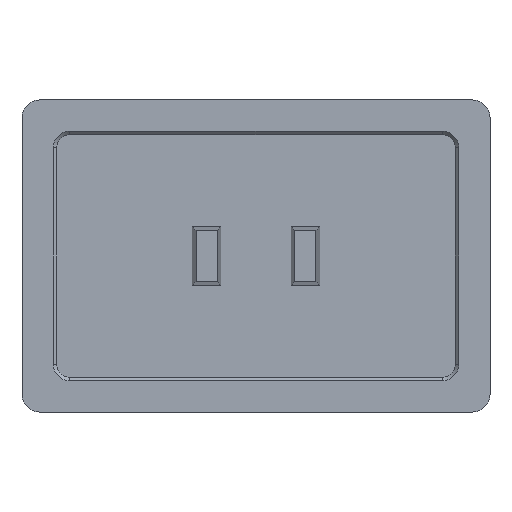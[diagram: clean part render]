
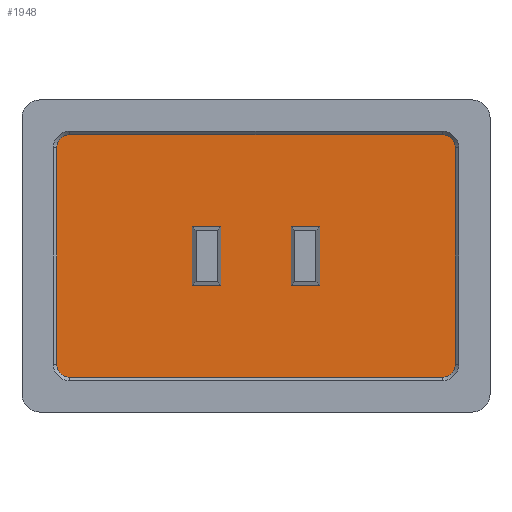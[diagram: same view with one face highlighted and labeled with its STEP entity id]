
A CAD part, front view. The second image highlights one B-rep face of the part: STEP entity #1948.
In plain terms, the highlighted planar face has unit normal (0, -1, 0).
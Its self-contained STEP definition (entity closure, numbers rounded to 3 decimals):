
#59 = FACE_BOUND ( 'NONE', #2041, .T. ) ;
#99 = VECTOR ( 'NONE', #824, 1000. ) ;
#111 = VECTOR ( 'NONE', #1212, 1000. ) ;
#126 = EDGE_CURVE ( 'NONE', #2331, #1333, #1535, .T. ) ;
#173 = LINE ( 'NONE', #2464, #2278 ) ;
#197 = AXIS2_PLACEMENT_3D ( 'NONE', #408, #1352, #641 ) ;
#201 = VECTOR ( 'NONE', #781, 1000. ) ;
#209 = VECTOR ( 'NONE', #2970, 1000. ) ;
#253 = EDGE_CURVE ( 'NONE', #1270, #1833, #1498, .T. ) ;
#262 = DIRECTION ( 'NONE',  ( -1., 0., 0. ) ) ;
#278 = VECTOR ( 'NONE', #285, 1000. ) ;
#285 = DIRECTION ( 'NONE',  ( 0., 0., 1. ) ) ;
#298 = ORIENTED_EDGE ( 'NONE', *, *, #2713, .F. ) ;
#303 = CARTESIAN_POINT ( 'NONE',  ( 10.75, 1.5, -6.25 ) ) ;
#309 = LINE ( 'NONE', #2367, #201 ) ;
#330 = VERTEX_POINT ( 'NONE', #786 ) ;
#369 = EDGE_CURVE ( 'NONE', #934, #1715, #390, .T. ) ;
#390 = CIRCLE ( 'NONE', #2544, 0.75 ) ;
#395 = CARTESIAN_POINT ( 'NONE',  ( 10.75, 1.5, 6.25 ) ) ;
#408 = CARTESIAN_POINT ( 'NONE',  ( 12.5, 1.5, 8. ) ) ;
#475 = CARTESIAN_POINT ( 'NONE',  ( 3.675, 1.5, -1.7 ) ) ;
#477 = DIRECTION ( 'NONE',  ( 1., 0., 0. ) ) ;
#478 = DIRECTION ( 'NONE',  ( 1., 0., 0. ) ) ;
#483 = CARTESIAN_POINT ( 'NONE',  ( -2.025, 1.5, -1.7 ) ) ;
#530 = LINE ( 'NONE', #1354, #2510 ) ;
#536 = EDGE_CURVE ( 'NONE', #1715, #2557, #530, .T. ) ;
#595 = CARTESIAN_POINT ( 'NONE',  ( 2.025, 1.5, -1.7 ) ) ;
#625 = ORIENTED_EDGE ( 'NONE', *, *, #1681, .F. ) ;
#626 = DIRECTION ( 'NONE',  ( 0., -1., 0. ) ) ;
#641 = DIRECTION ( 'NONE',  ( 0., 0., 1. ) ) ;
#654 = EDGE_CURVE ( 'NONE', #330, #2369, #1963, .T. ) ;
#672 = FACE_OUTER_BOUND ( 'NONE', #1260, .T. ) ;
#674 = CIRCLE ( 'NONE', #2863, 0.75 ) ;
#706 = LINE ( 'NONE', #595, #99 ) ;
#746 = CIRCLE ( 'NONE', #2786, 0.75 ) ;
#781 = DIRECTION ( 'NONE',  ( 0., 0., 1. ) ) ;
#786 = CARTESIAN_POINT ( 'NONE',  ( 2.025, 1.5, -1.7 ) ) ;
#824 = DIRECTION ( 'NONE',  ( 0., 0., -1. ) ) ;
#830 = EDGE_CURVE ( 'NONE', #2557, #2739, #746, .T. ) ;
#883 = VECTOR ( 'NONE', #262, 1000. ) ;
#934 = VERTEX_POINT ( 'NONE', #1373 ) ;
#961 = CARTESIAN_POINT ( 'NONE',  ( -3.675, 1.5, -1.7 ) ) ;
#991 = CARTESIAN_POINT ( 'NONE',  ( -10.75, 1.5, -7. ) ) ;
#994 = CARTESIAN_POINT ( 'NONE',  ( -3.675, 1.5, -1.7 ) ) ;
#1001 = EDGE_CURVE ( 'NONE', #1333, #2732, #1812, .T. ) ;
#1012 = VERTEX_POINT ( 'NONE', #2246 ) ;
#1076 = CARTESIAN_POINT ( 'NONE',  ( -10.75, 1.5, 6.25 ) ) ;
#1091 = EDGE_CURVE ( 'NONE', #2739, #2331, #2030, .T. ) ;
#1172 = FACE_BOUND ( 'NONE', #2083, .T. ) ;
#1196 = CARTESIAN_POINT ( 'NONE',  ( 3.675, 1.5, 1.7 ) ) ;
#1212 = DIRECTION ( 'NONE',  ( 0., 0., -1. ) ) ;
#1226 = EDGE_CURVE ( 'NONE', #1505, #934, #1958, .T. ) ;
#1260 = EDGE_LOOP ( 'NONE', ( #2962, #2115, #1566, #1342, #2378, #1640, #2820, #1467 ) ) ;
#1270 = VERTEX_POINT ( 'NONE', #2855 ) ;
#1333 = VERTEX_POINT ( 'NONE', #2104 ) ;
#1342 = ORIENTED_EDGE ( 'NONE', *, *, #1001, .T. ) ;
#1352 = DIRECTION ( 'NONE',  ( 0., 1., 0. ) ) ;
#1354 = CARTESIAN_POINT ( 'NONE',  ( -11.5, 1.5, 6.25 ) ) ;
#1373 = CARTESIAN_POINT ( 'NONE',  ( -10.75, 1.5, 7. ) ) ;
#1398 = DIRECTION ( 'NONE',  ( -1., 0., 0. ) ) ;
#1444 = CARTESIAN_POINT ( 'NONE',  ( 11.5, 1.5, 6.25 ) ) ;
#1467 = ORIENTED_EDGE ( 'NONE', *, *, #536, .T. ) ;
#1476 = AXIS2_PLACEMENT_3D ( 'NONE', #303, #1479, #1927 ) ;
#1479 = DIRECTION ( 'NONE',  ( 0., -1., 0. ) ) ;
#1498 = LINE ( 'NONE', #994, #111 ) ;
#1505 = VERTEX_POINT ( 'NONE', #2922 ) ;
#1514 = EDGE_CURVE ( 'NONE', #2732, #1505, #674, .T. ) ;
#1535 = CIRCLE ( 'NONE', #1476, 0.75 ) ;
#1541 = CARTESIAN_POINT ( 'NONE',  ( -11.5, 1.5, -6.25 ) ) ;
#1542 = ORIENTED_EDGE ( 'NONE', *, *, #2244, .F. ) ;
#1566 = ORIENTED_EDGE ( 'NONE', *, *, #126, .T. ) ;
#1617 = CARTESIAN_POINT ( 'NONE',  ( 2.025, 1.5, 1.7 ) ) ;
#1640 = ORIENTED_EDGE ( 'NONE', *, *, #1226, .T. ) ;
#1681 = EDGE_CURVE ( 'NONE', #2120, #1270, #2909, .T. ) ;
#1704 = LINE ( 'NONE', #2312, #278 ) ;
#1715 = VERTEX_POINT ( 'NONE', #2178 ) ;
#1720 = DIRECTION ( 'NONE',  ( -1., 0., 0. ) ) ;
#1726 = VERTEX_POINT ( 'NONE', #1617 ) ;
#1739 = CARTESIAN_POINT ( 'NONE',  ( -2.025, 1.5, 1.7 ) ) ;
#1749 = VECTOR ( 'NONE', #478, 1000. ) ;
#1752 = DIRECTION ( 'NONE',  ( 0., 0., 1. ) ) ;
#1812 = LINE ( 'NONE', #2518, #209 ) ;
#1833 = VERTEX_POINT ( 'NONE', #961 ) ;
#1894 = ORIENTED_EDGE ( 'NONE', *, *, #2777, .F. ) ;
#1927 = DIRECTION ( 'NONE',  ( 0., 0., 1. ) ) ;
#1939 = ORIENTED_EDGE ( 'NONE', *, *, #2600, .F. ) ;
#1948 = ADVANCED_FACE ( 'NONE', ( #1172, #672, #59 ), #2683, .F. ) ;
#1958 = LINE ( 'NONE', #2333, #2101 ) ;
#1963 = LINE ( 'NONE', #2078, #1749 ) ;
#1993 = DIRECTION ( 'NONE',  ( 0., 0., 1. ) ) ;
#2030 = LINE ( 'NONE', #2776, #2941 ) ;
#2041 = EDGE_LOOP ( 'NONE', ( #1894, #2159, #1542, #2193 ) ) ;
#2078 = CARTESIAN_POINT ( 'NONE',  ( 3.675, 1.5, -1.7 ) ) ;
#2083 = EDGE_LOOP ( 'NONE', ( #2256, #625, #298, #1939 ) ) ;
#2100 = CARTESIAN_POINT ( 'NONE',  ( 10.75, 1.5, -7. ) ) ;
#2101 = VECTOR ( 'NONE', #1398, 1000. ) ;
#2104 = CARTESIAN_POINT ( 'NONE',  ( 11.5, 1.5, -6.25 ) ) ;
#2115 = ORIENTED_EDGE ( 'NONE', *, *, #1091, .T. ) ;
#2120 = VERTEX_POINT ( 'NONE', #2275 ) ;
#2159 = ORIENTED_EDGE ( 'NONE', *, *, #2280, .F. ) ;
#2178 = CARTESIAN_POINT ( 'NONE',  ( -11.5, 1.5, 6.25 ) ) ;
#2193 = ORIENTED_EDGE ( 'NONE', *, *, #654, .F. ) ;
#2244 = EDGE_CURVE ( 'NONE', #2369, #1012, #1704, .T. ) ;
#2246 = CARTESIAN_POINT ( 'NONE',  ( 3.675, 1.5, 1.7 ) ) ;
#2256 = ORIENTED_EDGE ( 'NONE', *, *, #253, .F. ) ;
#2275 = CARTESIAN_POINT ( 'NONE',  ( -2.025, 1.5, 1.7 ) ) ;
#2278 = VECTOR ( 'NONE', #2724, 1000. ) ;
#2280 = EDGE_CURVE ( 'NONE', #1012, #1726, #2323, .T. ) ;
#2303 = VERTEX_POINT ( 'NONE', #483 ) ;
#2312 = CARTESIAN_POINT ( 'NONE',  ( 3.675, 1.5, -1.7 ) ) ;
#2323 = LINE ( 'NONE', #1196, #883 ) ;
#2331 = VERTEX_POINT ( 'NONE', #2100 ) ;
#2333 = CARTESIAN_POINT ( 'NONE',  ( 10.75, 1.5, 7. ) ) ;
#2367 = CARTESIAN_POINT ( 'NONE',  ( -2.025, 1.5, -1.7 ) ) ;
#2369 = VERTEX_POINT ( 'NONE', #475 ) ;
#2378 = ORIENTED_EDGE ( 'NONE', *, *, #1514, .T. ) ;
#2415 = DIRECTION ( 'NONE',  ( 0., -1., 0. ) ) ;
#2462 = CARTESIAN_POINT ( 'NONE',  ( -10.75, 1.5, -6.25 ) ) ;
#2464 = CARTESIAN_POINT ( 'NONE',  ( -2.025, 1.5, -1.7 ) ) ;
#2510 = VECTOR ( 'NONE', #2723, 1000. ) ;
#2518 = CARTESIAN_POINT ( 'NONE',  ( 11.5, 1.5, -6.25 ) ) ;
#2544 = AXIS2_PLACEMENT_3D ( 'NONE', #1076, #2415, #1752 ) ;
#2557 = VERTEX_POINT ( 'NONE', #1541 ) ;
#2600 = EDGE_CURVE ( 'NONE', #1833, #2303, #173, .T. ) ;
#2683 = PLANE ( 'NONE',  #197 ) ;
#2691 = DIRECTION ( 'NONE',  ( 0., 0., 1. ) ) ;
#2713 = EDGE_CURVE ( 'NONE', #2303, #2120, #309, .T. ) ;
#2723 = DIRECTION ( 'NONE',  ( 0., 0., -1. ) ) ;
#2724 = DIRECTION ( 'NONE',  ( 1., 0., 0. ) ) ;
#2732 = VERTEX_POINT ( 'NONE', #1444 ) ;
#2739 = VERTEX_POINT ( 'NONE', #991 ) ;
#2776 = CARTESIAN_POINT ( 'NONE',  ( -10.75, 1.5, -7. ) ) ;
#2777 = EDGE_CURVE ( 'NONE', #1726, #330, #706, .T. ) ;
#2786 = AXIS2_PLACEMENT_3D ( 'NONE', #2462, #626, #2691 ) ;
#2820 = ORIENTED_EDGE ( 'NONE', *, *, #369, .T. ) ;
#2835 = VECTOR ( 'NONE', #1720, 1000. ) ;
#2855 = CARTESIAN_POINT ( 'NONE',  ( -3.675, 1.5, 1.7 ) ) ;
#2863 = AXIS2_PLACEMENT_3D ( 'NONE', #395, #2936, #1993 ) ;
#2909 = LINE ( 'NONE', #1739, #2835 ) ;
#2922 = CARTESIAN_POINT ( 'NONE',  ( 10.75, 1.5, 7. ) ) ;
#2936 = DIRECTION ( 'NONE',  ( 0., -1., 0. ) ) ;
#2941 = VECTOR ( 'NONE', #477, 1000. ) ;
#2962 = ORIENTED_EDGE ( 'NONE', *, *, #830, .T. ) ;
#2970 = DIRECTION ( 'NONE',  ( 0., 0., 1. ) ) ;
